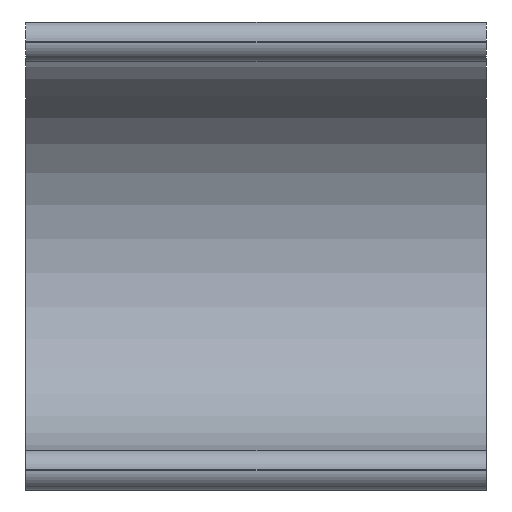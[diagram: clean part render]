
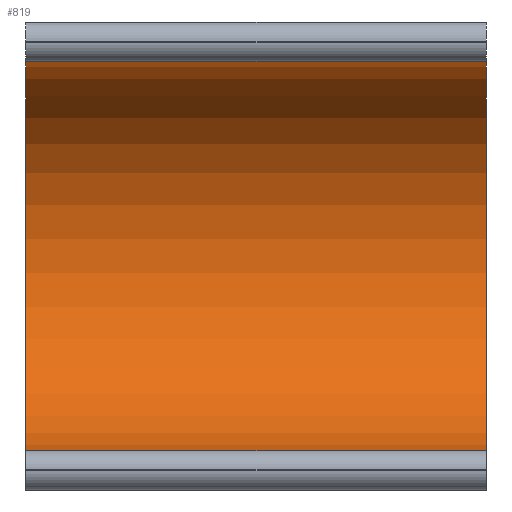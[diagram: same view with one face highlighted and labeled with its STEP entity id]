
A CAD part, left-side view. The second image highlights one B-rep face of the part: STEP entity #819.
In plain terms, the highlighted cylindrical face has radius 5.1 mm (diameter 10.2 mm), a partial arc.
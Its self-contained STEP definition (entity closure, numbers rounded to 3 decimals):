
#103=FACE_OUTER_BOUND('',#153,.T.);
#153=EDGE_LOOP('',(#649,#650,#651,#652));
#213=LINE('',#1544,#261);
#214=LINE('',#1547,#262);
#261=VECTOR('',#1127,10.);
#262=VECTOR('',#1130,10.);
#318=CIRCLE('',#917,5.1);
#323=CIRCLE('',#924,5.1);
#394=VERTEX_POINT('',#1532);
#395=VERTEX_POINT('',#1534);
#398=VERTEX_POINT('',#1542);
#399=VERTEX_POINT('',#1546);
#494=EDGE_CURVE('',#394,#395,#318,.T.);
#499=EDGE_CURVE('',#395,#398,#213,.T.);
#500=EDGE_CURVE('',#399,#394,#214,.T.);
#501=EDGE_CURVE('',#398,#399,#323,.T.);
#649=ORIENTED_EDGE('',*,*,#499,.F.);
#650=ORIENTED_EDGE('',*,*,#494,.F.);
#651=ORIENTED_EDGE('',*,*,#500,.F.);
#652=ORIENTED_EDGE('',*,*,#501,.F.);
#777=CYLINDRICAL_SURFACE('',#923,5.1);
#819=ADVANCED_FACE('',(#103),#777,.F.);
#917=AXIS2_PLACEMENT_3D('',#1535,#1115,#1116);
#923=AXIS2_PLACEMENT_3D('',#1545,#1128,#1129);
#924=AXIS2_PLACEMENT_3D('',#1548,#1131,#1132);
#1115=DIRECTION('center_axis',(0.,1.,0.));
#1116=DIRECTION('ref_axis',(0.,0.,1.));
#1127=DIRECTION('',(0.,1.,0.));
#1128=DIRECTION('center_axis',(0.,1.,0.));
#1129=DIRECTION('ref_axis',(0.,0.,1.));
#1130=DIRECTION('',(0.,-1.,0.));
#1131=DIRECTION('center_axis',(0.,-1.,0.));
#1132=DIRECTION('ref_axis',(0.,0.,1.));
#1532=CARTESIAN_POINT('',(0.455,0.,5.08));
#1534=CARTESIAN_POINT('',(0.455,0.,-5.08));
#1535=CARTESIAN_POINT('Origin',(0.,0.,0.));
#1542=CARTESIAN_POINT('',(0.455,12.,-5.08));
#1544=CARTESIAN_POINT('',(0.455,0.,-5.08));
#1545=CARTESIAN_POINT('Origin',(0.,0.,0.));
#1546=CARTESIAN_POINT('',(0.455,12.,5.08));
#1547=CARTESIAN_POINT('',(0.455,0.,5.08));
#1548=CARTESIAN_POINT('Origin',(0.,12.,0.));
